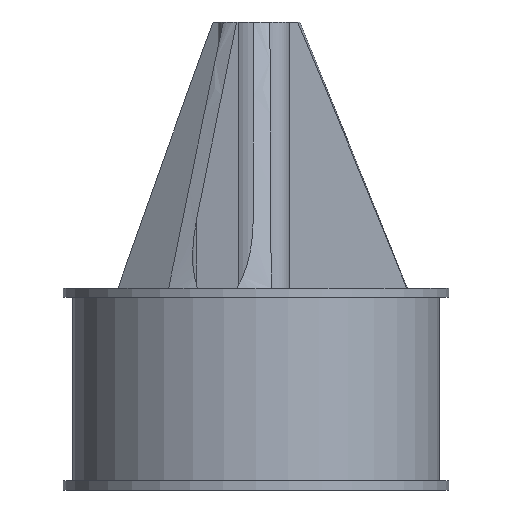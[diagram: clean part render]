
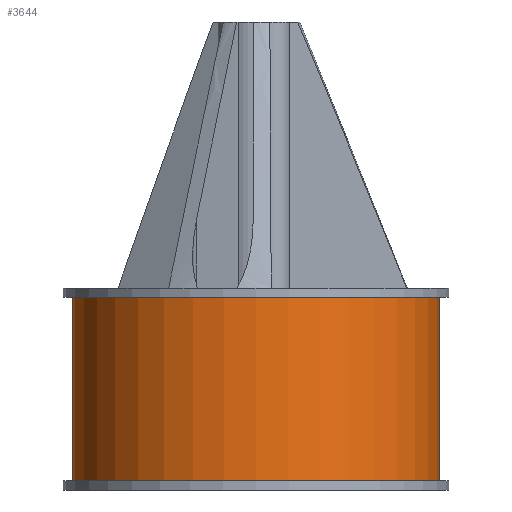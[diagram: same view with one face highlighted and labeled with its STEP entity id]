
A CAD part, front view. The second image highlights one B-rep face of the part: STEP entity #3644.
In plain terms, the highlighted cylindrical face has radius 20 mm (diameter 40 mm), a full revolution.
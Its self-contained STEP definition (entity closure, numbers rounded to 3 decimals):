
#3602 = EDGE_CURVE('',#3603,#3603,#3605,.T.);
#3603 = VERTEX_POINT('',#3604);
#3604 = CARTESIAN_POINT('',(20.,0.,20.));
#3605 = CIRCLE('',#3606,20.);
#3606 = AXIS2_PLACEMENT_3D('',#3607,#3608,#3609);
#3607 = CARTESIAN_POINT('',(0.,0.,20.));
#3608 = DIRECTION('',(0.,0.,1.));
#3609 = DIRECTION('',(1.,0.,0.));
#3631 = EDGE_CURVE('',#3632,#3632,#3634,.T.);
#3632 = VERTEX_POINT('',#3633);
#3633 = CARTESIAN_POINT('',(20.,0.,0.));
#3634 = CIRCLE('',#3635,20.);
#3635 = AXIS2_PLACEMENT_3D('',#3636,#3637,#3638);
#3636 = CARTESIAN_POINT('',(0.,0.,0.));
#3637 = DIRECTION('',(0.,0.,1.));
#3638 = DIRECTION('',(1.,0.,0.));
#3644 = ADVANCED_FACE('',(#3645),#3656,.T.);
#3645 = FACE_BOUND('',#3646,.F.);
#3646 = EDGE_LOOP('',(#3647,#3653,#3654,#3655));
#3647 = ORIENTED_EDGE('',*,*,#3648,.T.);
#3648 = EDGE_CURVE('',#3632,#3603,#3649,.T.);
#3649 = LINE('',#3650,#3651);
#3650 = CARTESIAN_POINT('',(20.,0.,0.));
#3651 = VECTOR('',#3652,1.);
#3652 = DIRECTION('',(0.,0.,1.));
#3653 = ORIENTED_EDGE('',*,*,#3602,.T.);
#3654 = ORIENTED_EDGE('',*,*,#3648,.F.);
#3655 = ORIENTED_EDGE('',*,*,#3631,.F.);
#3656 = CYLINDRICAL_SURFACE('',#3657,20.);
#3657 = AXIS2_PLACEMENT_3D('',#3658,#3659,#3660);
#3658 = CARTESIAN_POINT('',(0.,0.,0.));
#3659 = DIRECTION('',(-0.,-0.,-1.));
#3660 = DIRECTION('',(1.,0.,0.));
